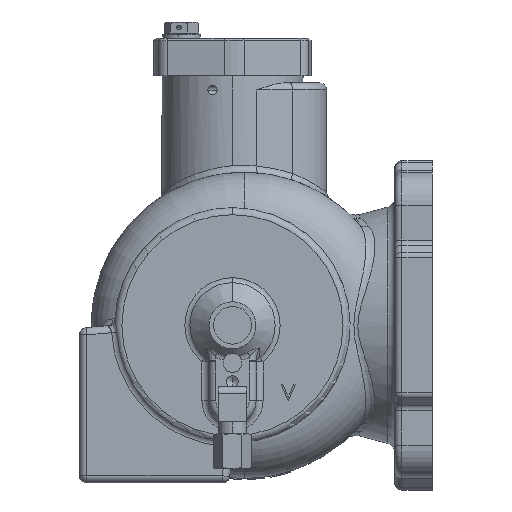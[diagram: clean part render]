
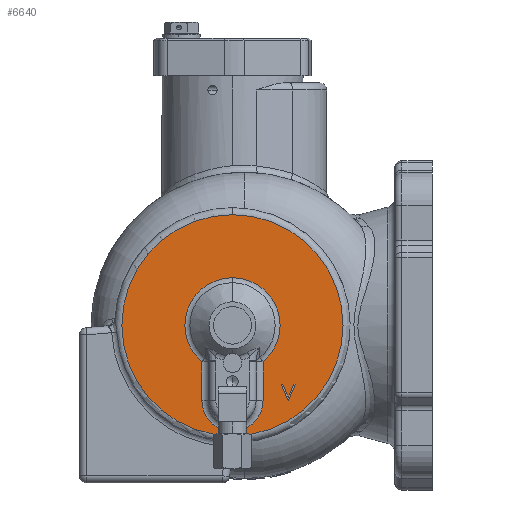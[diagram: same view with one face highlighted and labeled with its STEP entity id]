
A CAD part, left-side view. The second image highlights one B-rep face of the part: STEP entity #6640.
In plain terms, the highlighted planar face has unit normal (-1, 0, 0).
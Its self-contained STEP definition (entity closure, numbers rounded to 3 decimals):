
#3097 = CARTESIAN_POINT ( 'NONE',  ( -64., 0., 0. ) ) ;
#3098 = DIRECTION ( 'NONE',  ( 1., 0., 0. ) ) ;
#3099 = DIRECTION ( 'NONE',  ( 0., 0., 1. ) ) ;
#3429 = CARTESIAN_POINT ( 'NONE',  ( -64., -26.045, -25. ) ) ;
#3433 = DIRECTION ( 'NONE',  ( 0., 0.39, -0.921 ) ) ;
#6478 = VERTEX_POINT ( 'NONE', #22518 ) ;
#6480 = VERTEX_POINT ( 'NONE', #22519 ) ;
#6486 = VERTEX_POINT ( 'NONE', #22525 ) ;
#6494 = VERTEX_POINT ( 'NONE', #22530 ) ;
#6521 = VERTEX_POINT ( 'NONE', #22548 ) ;
#6640 = ADVANCED_FACE ( 'NONE', ( #55043, #55022, #55069 ), #49542, .T. ) ;
#7084 = CARTESIAN_POINT ( 'NONE',  ( -64., -26.718, -25. ) ) ;
#7092 = DIRECTION ( 'NONE',  ( 0., 1., 0. ) ) ;
#7346 = CARTESIAN_POINT ( 'NONE',  ( -64., 0., -32. ) ) ;
#7350 = DIRECTION ( 'NONE',  ( 1., 0., 0. ) ) ;
#7351 = DIRECTION ( 'NONE',  ( 0., 0., 1. ) ) ;
#7606 = CARTESIAN_POINT ( 'NONE',  ( -64., -13., 0. ) ) ;
#7607 = DIRECTION ( 'NONE',  ( 0., 0., -1. ) ) ;
#7651 = CARTESIAN_POINT ( 'NONE',  ( -64., 13., 0. ) ) ;
#7652 = DIRECTION ( 'NONE',  ( 0., 0., 1. ) ) ;
#7795 = CARTESIAN_POINT ( 'NONE',  ( -64., -23.667, -32. ) ) ;
#7797 = CARTESIAN_POINT ( 'NONE',  ( -64., 0., 0. ) ) ;
#7798 = DIRECTION ( 'NONE',  ( -1., 0., 0. ) ) ;
#7799 = DIRECTION ( 'NONE',  ( 0., 0., 1. ) ) ;
#7801 = DIRECTION ( 'NONE',  ( 0., -1., 0. ) ) ;
#7815 = CARTESIAN_POINT ( 'NONE',  ( -64., -23.757, -32. ) ) ;
#8398 = VERTEX_POINT ( 'NONE', #30062 ) ;
#8401 = VERTEX_POINT ( 'NONE', #30066 ) ;
#8404 = VERTEX_POINT ( 'NONE', #30072 ) ;
#8407 = VERTEX_POINT ( 'NONE', #30077 ) ;
#8409 = VERTEX_POINT ( 'NONE', #30080 ) ;
#10205 = DIRECTION ( 'NONE',  ( 0., -0.39, 0.921 ) ) ;
#10218 = CARTESIAN_POINT ( 'NONE',  ( -64., -20.706, -25. ) ) ;
#10220 = DIRECTION ( 'NONE',  ( 0., -0.39, -0.921 ) ) ;
#11878 = CARTESIAN_POINT ( 'NONE',  ( -64., 0., 0. ) ) ;
#11880 = DIRECTION ( 'NONE',  ( -1., 0., 0. ) ) ;
#11881 = DIRECTION ( 'NONE',  ( 0., 0., 1. ) ) ;
#12693 = ORIENTED_EDGE ( 'NONE', *, *, #38328, .T. ) ;
#12813 = ORIENTED_EDGE ( 'NONE', *, *, #25617, .T. ) ;
#12870 = ORIENTED_EDGE ( 'NONE', *, *, #38661, .T. ) ;
#12884 = ORIENTED_EDGE ( 'NONE', *, *, #25649, .F. ) ;
#15330 = CIRCLE ( 'NONE', #45580, 47. ) ;
#15824 = CIRCLE ( 'NONE', #51632, 20.243 ) ;
#15839 = VECTOR ( 'NONE', #48349, 1000. ) ;
#15876 = LINE ( 'NONE', #48348, #15839 ) ;
#15878 = LINE ( 'NONE', #48341, #15881 ) ;
#15881 = VECTOR ( 'NONE', #48342, 1000. ) ;
#22518 = CARTESIAN_POINT ( 'NONE',  ( -64., -23.712, -30.516 ) ) ;
#22519 = CARTESIAN_POINT ( 'NONE',  ( -64., -21.379, -25. ) ) ;
#22525 = CARTESIAN_POINT ( 'NONE',  ( -64., -23.667, -32. ) ) ;
#22530 = CARTESIAN_POINT ( 'NONE',  ( -64., -26.718, -25. ) ) ;
#22548 = CARTESIAN_POINT ( 'NONE',  ( -64., -13., -15.517 ) ) ;
#25453 = EDGE_CURVE ( 'NONE', #46620, #6521, #39691, .T. ) ;
#25518 = EDGE_CURVE ( 'NONE', #8404, #6478, #39770, .T. ) ;
#25549 = EDGE_CURVE ( 'NONE', #6494, #8404, #39799, .T. ) ;
#25571 = EDGE_CURVE ( 'NONE', #8407, #8409, #39831, .T. ) ;
#25605 = EDGE_CURVE ( 'NONE', #6521, #8407, #39877, .T. ) ;
#25617 = EDGE_CURVE ( 'NONE', #8409, #46612, #39888, .T. ) ;
#25648 = EDGE_CURVE ( 'NONE', #46631, #46649, #39935, .T. ) ;
#25649 = EDGE_CURVE ( 'NONE', #6486, #8401, #39934, .T. ) ;
#25658 = EDGE_CURVE ( 'NONE', #8401, #6494, #39946, .T. ) ;
#25661 = EDGE_CURVE ( 'NONE', #8398, #6486, #39951, .T. ) ;
#28295 = AXIS2_PLACEMENT_3D ( 'NONE', #49543, #49551, #49552 ) ;
#30062 = CARTESIAN_POINT ( 'NONE',  ( -64., -20.706, -25. ) ) ;
#30066 = CARTESIAN_POINT ( 'NONE',  ( -64., -23.757, -32. ) ) ;
#30072 = CARTESIAN_POINT ( 'NONE',  ( -64., -26.045, -25. ) ) ;
#30077 = CARTESIAN_POINT ( 'NONE',  ( -64., -13., -32. ) ) ;
#30080 = CARTESIAN_POINT ( 'NONE',  ( -64., 13., -32. ) ) ;
#38328 = EDGE_CURVE ( 'NONE', #46649, #46631, #15330, .T. ) ;
#38661 = EDGE_CURVE ( 'NONE', #46612, #46620, #15824, .T. ) ;
#39691 = CIRCLE ( 'NONE', #45468, 20.243 ) ;
#39770 = LINE ( 'NONE', #3429, #39777 ) ;
#39777 = VECTOR ( 'NONE', #3433, 1000. ) ;
#39799 = LINE ( 'NONE', #7084, #39803 ) ;
#39803 = VECTOR ( 'NONE', #7092, 1000. ) ;
#39831 = CIRCLE ( 'NONE', #45495, 13. ) ;
#39877 = LINE ( 'NONE', #7606, #39878 ) ;
#39878 = VECTOR ( 'NONE', #7607, 1000. ) ;
#39888 = LINE ( 'NONE', #7651, #39889 ) ;
#39889 = VECTOR ( 'NONE', #7652, 1000. ) ;
#39931 = VECTOR ( 'NONE', #7801, 1000. ) ;
#39934 = LINE ( 'NONE', #7795, #39931 ) ;
#39935 = CIRCLE ( 'NONE', #45523, 47. ) ;
#39946 = LINE ( 'NONE', #7815, #39948 ) ;
#39948 = VECTOR ( 'NONE', #10205, 1000. ) ;
#39949 = VECTOR ( 'NONE', #10220, 1000. ) ;
#39951 = LINE ( 'NONE', #10218, #39949 ) ;
#45468 = AXIS2_PLACEMENT_3D ( 'NONE', #3097, #3098, #3099 ) ;
#45495 = AXIS2_PLACEMENT_3D ( 'NONE', #7346, #7350, #7351 ) ;
#45523 = AXIS2_PLACEMENT_3D ( 'NONE', #7797, #7798, #7799 ) ;
#45580 = AXIS2_PLACEMENT_3D ( 'NONE', #11878, #11880, #11881 ) ;
#46612 = VERTEX_POINT ( 'NONE', #48279 ) ;
#46620 = VERTEX_POINT ( 'NONE', #48283 ) ;
#46631 = VERTEX_POINT ( 'NONE', #48289 ) ;
#46649 = VERTEX_POINT ( 'NONE', #48298 ) ;
#47645 = EDGE_CURVE ( 'NONE', #6480, #8398, #15878, .T. ) ;
#47649 = EDGE_CURVE ( 'NONE', #6478, #6480, #15876, .T. ) ;
#48150 = CARTESIAN_POINT ( 'NONE',  ( -64., 0., 0. ) ) ;
#48166 = DIRECTION ( 'NONE',  ( 1., 0., 0. ) ) ;
#48167 = DIRECTION ( 'NONE',  ( 0., 0., 1. ) ) ;
#48279 = CARTESIAN_POINT ( 'NONE',  ( -64., 13., -15.517 ) ) ;
#48283 = CARTESIAN_POINT ( 'NONE',  ( -64., 0., 20.243 ) ) ;
#48289 = CARTESIAN_POINT ( 'NONE',  ( -64., 0., -47. ) ) ;
#48298 = CARTESIAN_POINT ( 'NONE',  ( -64., 0., 47. ) ) ;
#48341 = CARTESIAN_POINT ( 'NONE',  ( -64., -21.379, -25. ) ) ;
#48342 = DIRECTION ( 'NONE',  ( 0., 1., 0. ) ) ;
#48348 = CARTESIAN_POINT ( 'NONE',  ( -64., -23.712, -30.516 ) ) ;
#48349 = DIRECTION ( 'NONE',  ( 0., 0.39, 0.921 ) ) ;
#49542 = PLANE ( 'NONE',  #28295 ) ;
#49543 = CARTESIAN_POINT ( 'NONE',  ( -64., 19., 0. ) ) ;
#49551 = DIRECTION ( 'NONE',  ( -1., 0., 0. ) ) ;
#49552 = DIRECTION ( 'NONE',  ( 0., 0., 1. ) ) ;
#51632 = AXIS2_PLACEMENT_3D ( 'NONE', #48150, #48166, #48167 ) ;
#52461 = EDGE_LOOP ( 'NONE', ( #12693, #60492 ) ) ;
#52483 = EDGE_LOOP ( 'NONE', ( #60677, #60678, #12884, #60654, #60648, #60690, #60970 ) ) ;
#52594 = EDGE_LOOP ( 'NONE', ( #60839, #12813, #12870, #60482, #60480 ) ) ;
#55022 = FACE_OUTER_BOUND ( 'NONE', #52461, .T. ) ;
#55043 = FACE_BOUND ( 'NONE', #52594, .T. ) ;
#55069 = FACE_BOUND ( 'NONE', #52483, .T. ) ;
#60480 = ORIENTED_EDGE ( 'NONE', *, *, #25605, .T. ) ;
#60482 = ORIENTED_EDGE ( 'NONE', *, *, #25453, .T. ) ;
#60492 = ORIENTED_EDGE ( 'NONE', *, *, #25648, .T. ) ;
#60648 = ORIENTED_EDGE ( 'NONE', *, *, #47645, .F. ) ;
#60654 = ORIENTED_EDGE ( 'NONE', *, *, #25661, .F. ) ;
#60677 = ORIENTED_EDGE ( 'NONE', *, *, #25549, .F. ) ;
#60678 = ORIENTED_EDGE ( 'NONE', *, *, #25658, .F. ) ;
#60690 = ORIENTED_EDGE ( 'NONE', *, *, #47649, .F. ) ;
#60839 = ORIENTED_EDGE ( 'NONE', *, *, #25571, .T. ) ;
#60970 = ORIENTED_EDGE ( 'NONE', *, *, #25518, .F. ) ;
